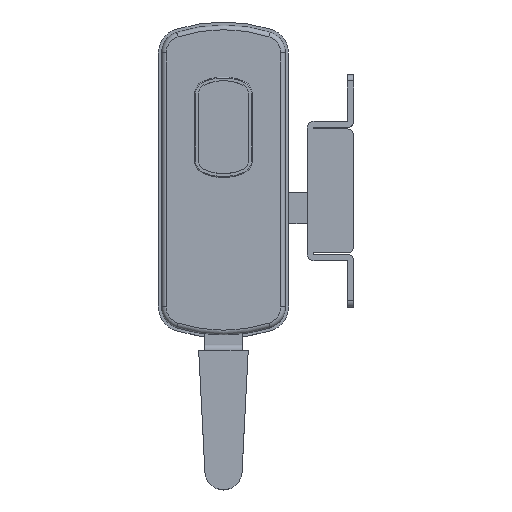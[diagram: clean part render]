
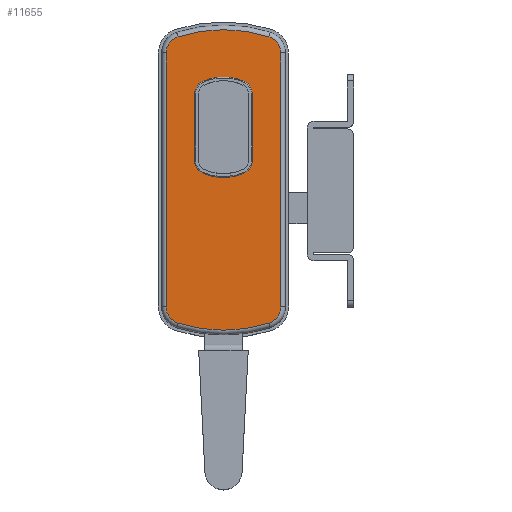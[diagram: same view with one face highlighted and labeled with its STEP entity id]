
A CAD part, top view. The second image highlights one B-rep face of the part: STEP entity #11655.
In plain terms, the highlighted face is planar.
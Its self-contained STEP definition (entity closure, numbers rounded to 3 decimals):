
#27 = DIRECTION ( 'NONE',  ( -1., 0., 0. ) ) ;
#88 = EDGE_CURVE ( 'NONE', #9513, #26136, #6653, .T. ) ;
#259 = CARTESIAN_POINT ( 'NONE',  ( -1.5, 6.5, 0. ) ) ;
#388 = CARTESIAN_POINT ( 'NONE',  ( 2.05, 27., 0. ) ) ;
#523 = EDGE_CURVE ( 'NONE', #5155, #9963, #4150, .T. ) ;
#539 = EDGE_CURVE ( 'NONE', #24006, #6714, #14194, .T. ) ;
#756 = EDGE_CURVE ( 'NONE', #9963, #9709, #3162, .T. ) ;
#1133 = CARTESIAN_POINT ( 'NONE',  ( 0., 6.5, 0. ) ) ;
#1139 = ORIENTED_EDGE ( 'NONE', *, *, #10330, .T. ) ;
#1293 = CARTESIAN_POINT ( 'NONE',  ( 1.5, 12.876, 0. ) ) ;
#1384 = AXIS2_PLACEMENT_3D ( 'NONE', #29396, #29231, #15056 ) ;
#1535 = CARTESIAN_POINT ( 'NONE',  ( 14.663, -46.23, 0. ) ) ;
#1595 = EDGE_CURVE ( 'NONE', #26136, #25886, #13242, .T. ) ;
#1800 = CARTESIAN_POINT ( 'NONE',  ( -18.5, 40.988, 0. ) ) ;
#1916 = VERTEX_POINT ( 'NONE', #22058 ) ;
#2033 = DIRECTION ( 'NONE',  ( 0., -1., 0. ) ) ;
#2221 = EDGE_CURVE ( 'NONE', #17663, #9621, #6280, .T. ) ;
#2306 = ORIENTED_EDGE ( 'NONE', *, *, #13389, .T. ) ;
#2519 = ORIENTED_EDGE ( 'NONE', *, *, #24300, .T. ) ;
#2732 = DIRECTION ( 'NONE',  ( -1., 0., 0. ) ) ;
#3162 = LINE ( 'NONE', #29613, #20735 ) ;
#3402 = CARTESIAN_POINT ( 'NONE',  ( -2.05, 27., 0. ) ) ;
#3559 = EDGE_CURVE ( 'NONE', #3968, #17663, #27723, .T. ) ;
#3639 = AXIS2_PLACEMENT_3D ( 'NONE', #14683, #24289, #2732 ) ;
#3964 = CARTESIAN_POINT ( 'NONE',  ( 1.5, 6.5, 0. ) ) ;
#3968 = VERTEX_POINT ( 'NONE', #13367 ) ;
#4109 = EDGE_CURVE ( 'NONE', #25886, #17439, #11327, .T. ) ;
#4150 = CIRCLE ( 'NONE', #25274, 5.5 ) ;
#4245 = AXIS2_PLACEMENT_3D ( 'NONE', #23600, #11187, #13545 ) ;
#4462 = CARTESIAN_POINT ( 'NONE',  ( 0., 0., 0. ) ) ;
#4560 = EDGE_CURVE ( 'NONE', #6714, #24006, #23404, .T. ) ;
#4584 = DIRECTION ( 'NONE',  ( 1., 0., 0. ) ) ;
#4678 = EDGE_CURVE ( 'NONE', #13807, #13534, #7493, .T. ) ;
#5155 = VERTEX_POINT ( 'NONE', #19239 ) ;
#5743 = VECTOR ( 'NONE', #6014, 1000. ) ;
#6014 = DIRECTION ( 'NONE',  ( 0., 1., 0. ) ) ;
#6280 = CIRCLE ( 'NONE', #4245, 2.6 ) ;
#6653 = CIRCLE ( 'NONE', #3639, 48.5 ) ;
#6714 = VERTEX_POINT ( 'NONE', #388 ) ;
#7024 = DIRECTION ( 'NONE',  ( 1., 0., 0. ) ) ;
#7148 = EDGE_LOOP ( 'NONE', ( #14872, #10857 ) ) ;
#7493 = LINE ( 'NONE', #259, #10334 ) ;
#7939 = AXIS2_PLACEMENT_3D ( 'NONE', #4462, #13905, #27928 ) ;
#8045 = DIRECTION ( 'NONE',  ( 0., 1., 0. ) ) ;
#8252 = CARTESIAN_POINT ( 'NONE',  ( 13., -40.988, 0. ) ) ;
#8711 = DIRECTION ( 'NONE',  ( -1., 0., 0. ) ) ;
#9424 = CIRCLE ( 'NONE', #7939, 48.5 ) ;
#9513 = VERTEX_POINT ( 'NONE', #27291 ) ;
#9621 = VERTEX_POINT ( 'NONE', #13280 ) ;
#9622 = ORIENTED_EDGE ( 'NONE', *, *, #88, .T. ) ;
#9709 = VERTEX_POINT ( 'NONE', #1800 ) ;
#9963 = VERTEX_POINT ( 'NONE', #22806 ) ;
#10131 = DIRECTION ( 'NONE',  ( 0., 0., 1. ) ) ;
#10330 = EDGE_CURVE ( 'NONE', #17439, #12578, #12419, .T. ) ;
#10334 = VECTOR ( 'NONE', #26528, 1000. ) ;
#10466 = AXIS2_PLACEMENT_3D ( 'NONE', #8252, #17853, #8711 ) ;
#10600 = DIRECTION ( 'NONE',  ( -1., 0., 0. ) ) ;
#10857 = ORIENTED_EDGE ( 'NONE', *, *, #4560, .T. ) ;
#11075 = EDGE_CURVE ( 'NONE', #12578, #5155, #9424, .T. ) ;
#11187 = DIRECTION ( 'NONE',  ( 0., 0., 1. ) ) ;
#11327 = LINE ( 'NONE', #16039, #22865 ) ;
#11655 = ADVANCED_FACE ( 'NONE', ( #15478, #20210, #29818 ), #18317, .T. ) ;
#12122 = CARTESIAN_POINT ( 'NONE',  ( 0., 27., 0. ) ) ;
#12287 = DIRECTION ( 'NONE',  ( 0., 0., 1. ) ) ;
#12419 = CIRCLE ( 'NONE', #1384, 5.5 ) ;
#12571 = AXIS2_PLACEMENT_3D ( 'NONE', #14830, #15133, #24275 ) ;
#12578 = VERTEX_POINT ( 'NONE', #1535 ) ;
#13242 = CIRCLE ( 'NONE', #30830, 5.5 ) ;
#13280 = CARTESIAN_POINT ( 'NONE',  ( 2.6, 15., 0. ) ) ;
#13367 = CARTESIAN_POINT ( 'NONE',  ( 1.5, 6.5, 0. ) ) ;
#13389 = EDGE_CURVE ( 'NONE', #9621, #1916, #30155, .T. ) ;
#13534 = VERTEX_POINT ( 'NONE', #27572 ) ;
#13545 = DIRECTION ( 'NONE',  ( 1., 0., 0. ) ) ;
#13714 = CARTESIAN_POINT ( 'NONE',  ( -1.5, 12.876, 0. ) ) ;
#13807 = VERTEX_POINT ( 'NONE', #13714 ) ;
#13905 = DIRECTION ( 'NONE',  ( 0., 0., -1. ) ) ;
#14056 = ORIENTED_EDGE ( 'NONE', *, *, #3559, .T. ) ;
#14194 = CIRCLE ( 'NONE', #30784, 2.05 ) ;
#14683 = CARTESIAN_POINT ( 'NONE',  ( 0., 0., 0. ) ) ;
#14830 = CARTESIAN_POINT ( 'NONE',  ( 0., 15., 0. ) ) ;
#14872 = ORIENTED_EDGE ( 'NONE', *, *, #539, .T. ) ;
#15056 = DIRECTION ( 'NONE',  ( -1., 0., 0. ) ) ;
#15133 = DIRECTION ( 'NONE',  ( 0., 0., 1. ) ) ;
#15203 = AXIS2_PLACEMENT_3D ( 'NONE', #1133, #20326, #20165 ) ;
#15344 = DIRECTION ( 'NONE',  ( 0., 0., -1. ) ) ;
#15478 = FACE_BOUND ( 'NONE', #7148, .T. ) ;
#15481 = EDGE_LOOP ( 'NONE', ( #24633, #27575, #14056, #30584, #2306, #2519 ) ) ;
#16039 = CARTESIAN_POINT ( 'NONE',  ( 18.5, -40.988, 0. ) ) ;
#17439 = VERTEX_POINT ( 'NONE', #24264 ) ;
#17498 = EDGE_CURVE ( 'NONE', #13534, #3968, #19727, .T. ) ;
#17663 = VERTEX_POINT ( 'NONE', #1293 ) ;
#17853 = DIRECTION ( 'NONE',  ( 0., 0., -1. ) ) ;
#17866 = ORIENTED_EDGE ( 'NONE', *, *, #4109, .T. ) ;
#18042 = CIRCLE ( 'NONE', #30616, 5.5 ) ;
#18317 = PLANE ( 'NONE',  #10466 ) ;
#18831 = AXIS2_PLACEMENT_3D ( 'NONE', #28694, #10131, #26189 ) ;
#19205 = DIRECTION ( 'NONE',  ( 0., 0., -1. ) ) ;
#19239 = CARTESIAN_POINT ( 'NONE',  ( -14.663, -46.23, 0. ) ) ;
#19727 = CIRCLE ( 'NONE', #15203, 1.5 ) ;
#19868 = ORIENTED_EDGE ( 'NONE', *, *, #30298, .T. ) ;
#19885 = CARTESIAN_POINT ( 'NONE',  ( 13., 40.988, 0. ) ) ;
#20040 = DIRECTION ( 'NONE',  ( 0., 0., -1. ) ) ;
#20165 = DIRECTION ( 'NONE',  ( 1., 0., 0. ) ) ;
#20210 = FACE_OUTER_BOUND ( 'NONE', #22633, .T. ) ;
#20326 = DIRECTION ( 'NONE',  ( 0., 0., 1. ) ) ;
#20336 = ORIENTED_EDGE ( 'NONE', *, *, #1595, .T. ) ;
#20735 = VECTOR ( 'NONE', #8045, 1000. ) ;
#21260 = ORIENTED_EDGE ( 'NONE', *, *, #756, .T. ) ;
#22058 = CARTESIAN_POINT ( 'NONE',  ( -2.6, 15., 0. ) ) ;
#22633 = EDGE_LOOP ( 'NONE', ( #30682, #29975, #21260, #19868, #9622, #20336, #17866, #1139 ) ) ;
#22806 = CARTESIAN_POINT ( 'NONE',  ( -18.5, -40.988, 0. ) ) ;
#22865 = VECTOR ( 'NONE', #2033, 1000. ) ;
#23247 = CARTESIAN_POINT ( 'NONE',  ( 0., 27., 0. ) ) ;
#23402 = DIRECTION ( 'NONE',  ( 0., 0., 1. ) ) ;
#23404 = CIRCLE ( 'NONE', #27416, 2.05 ) ;
#23600 = CARTESIAN_POINT ( 'NONE',  ( 0., 15., 0. ) ) ;
#23939 = CARTESIAN_POINT ( 'NONE',  ( -13., -40.988, 0. ) ) ;
#24006 = VERTEX_POINT ( 'NONE', #3402 ) ;
#24264 = CARTESIAN_POINT ( 'NONE',  ( 18.5, -40.988, 0. ) ) ;
#24275 = DIRECTION ( 'NONE',  ( 1., 0., 0. ) ) ;
#24289 = DIRECTION ( 'NONE',  ( 0., 0., -1. ) ) ;
#24300 = EDGE_CURVE ( 'NONE', #1916, #13807, #25877, .T. ) ;
#24633 = ORIENTED_EDGE ( 'NONE', *, *, #4678, .T. ) ;
#24797 = DIRECTION ( 'NONE',  ( -1., 0., 0. ) ) ;
#25274 = AXIS2_PLACEMENT_3D ( 'NONE', #23939, #19205, #27 ) ;
#25877 = CIRCLE ( 'NONE', #18831, 2.6 ) ;
#25886 = VERTEX_POINT ( 'NONE', #27234 ) ;
#26136 = VERTEX_POINT ( 'NONE', #27703 ) ;
#26189 = DIRECTION ( 'NONE',  ( 1., 0., 0. ) ) ;
#26528 = DIRECTION ( 'NONE',  ( 0., -1., 0. ) ) ;
#27234 = CARTESIAN_POINT ( 'NONE',  ( 18.5, 40.988, 0. ) ) ;
#27291 = CARTESIAN_POINT ( 'NONE',  ( -14.663, 46.23, 0. ) ) ;
#27310 = CARTESIAN_POINT ( 'NONE',  ( -13., 40.988, 0. ) ) ;
#27416 = AXIS2_PLACEMENT_3D ( 'NONE', #23247, #23402, #7024 ) ;
#27572 = CARTESIAN_POINT ( 'NONE',  ( -1.5, 6.5, 0. ) ) ;
#27575 = ORIENTED_EDGE ( 'NONE', *, *, #17498, .T. ) ;
#27703 = CARTESIAN_POINT ( 'NONE',  ( 14.663, 46.23, 0. ) ) ;
#27723 = LINE ( 'NONE', #3964, #5743 ) ;
#27928 = DIRECTION ( 'NONE',  ( -1., 0., 0. ) ) ;
#28694 = CARTESIAN_POINT ( 'NONE',  ( 0., 15., 0. ) ) ;
#29231 = DIRECTION ( 'NONE',  ( 0., 0., -1. ) ) ;
#29396 = CARTESIAN_POINT ( 'NONE',  ( 13., -40.988, 0. ) ) ;
#29613 = CARTESIAN_POINT ( 'NONE',  ( -18.5, 40.988, 0. ) ) ;
#29818 = FACE_BOUND ( 'NONE', #15481, .T. ) ;
#29975 = ORIENTED_EDGE ( 'NONE', *, *, #523, .T. ) ;
#30155 = CIRCLE ( 'NONE', #12571, 2.6 ) ;
#30298 = EDGE_CURVE ( 'NONE', #9709, #9513, #18042, .T. ) ;
#30584 = ORIENTED_EDGE ( 'NONE', *, *, #2221, .T. ) ;
#30616 = AXIS2_PLACEMENT_3D ( 'NONE', #27310, #15344, #24797 ) ;
#30682 = ORIENTED_EDGE ( 'NONE', *, *, #11075, .T. ) ;
#30784 = AXIS2_PLACEMENT_3D ( 'NONE', #12122, #12287, #4584 ) ;
#30830 = AXIS2_PLACEMENT_3D ( 'NONE', #19885, #20040, #10600 ) ;
